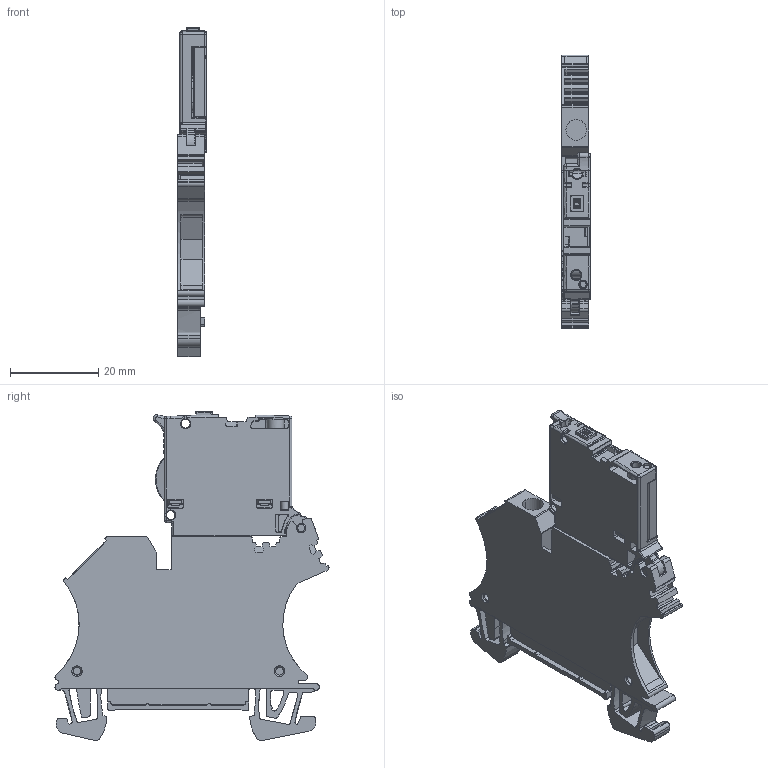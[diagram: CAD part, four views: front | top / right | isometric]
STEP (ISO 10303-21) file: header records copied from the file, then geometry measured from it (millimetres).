
FILE_DESCRIPTION(('Open CASCADE Model'),'2;1');
FILE_NAME ('D1463267_1', '2026-01-14T15:30:12', ('Author'), ('Weidmueller'), 'Open CASCADE STEP processor 7.8', 'Open CASCADE 7.8', 'none');
FILE_SCHEMA(('AUTOMOTIVE_DESIGN { 1 0 10303 214 1 1 1 1 }'));
Products named in the file (1): 2561980000
Bounding box: 6.51 x 62.23 x 74.71 mm (x, y, z)
Volume: 13861.7 mm3; surface area: 13853.2 mm2
Topology: 1 solids, 2 shells, 2755 faces, 7702 edges, 4942 vertices
Faces by surface type: plane 1360, cylinder 972, cone 150, bspline 118, torus 100, sphere 30, extrusion 21, revolution 4
Entity records: 123898 total; most frequent: CARTESIAN_POINT 29659, ORIENTED_EDGE 15348, DIRECTION 12989, EDGE_CURVE 7674, VERTEX_POINT 4942, VECTOR 4765, LINE 4744, AXIS2_PLACEMENT_3D 4110
